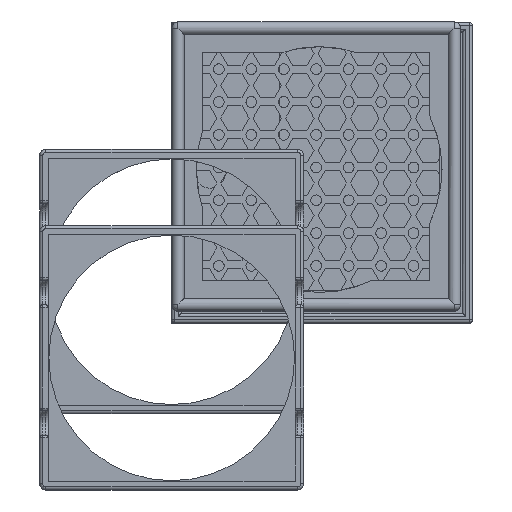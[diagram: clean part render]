
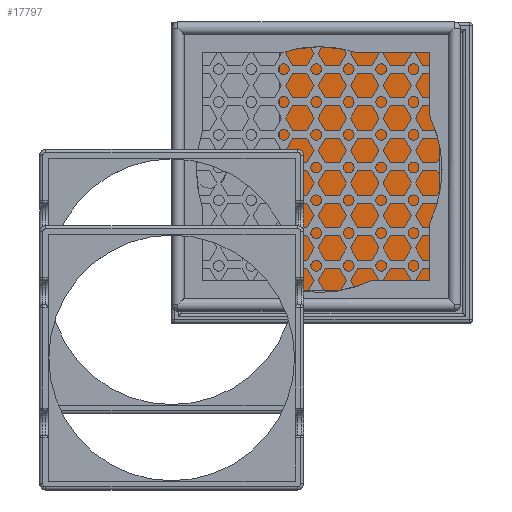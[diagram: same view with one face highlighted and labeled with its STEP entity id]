
A CAD part, top view. The second image highlights one B-rep face of the part: STEP entity #17797.
In plain terms, the highlighted planar face has unit normal (0, 0, 1).
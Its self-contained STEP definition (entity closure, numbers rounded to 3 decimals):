
#240=PLANE('',#19071);
#1304=FACE_OUTER_BOUND('',#2364,.T.);
#2364=EDGE_LOOP('',(#13379,#13380,#13381,#13382));
#3470=LINE('',#25857,#5409);
#3488=LINE('',#25898,#5427);
#3683=LINE('',#26542,#5622);
#3684=LINE('',#26544,#5623);
#5409=VECTOR('',#20687,10.2);
#5427=VECTOR('',#20727,10.2);
#5622=VECTOR('',#21522,10.2);
#5623=VECTOR('',#21525,10.2);
#8051=VERTEX_POINT('',#25854);
#8052=VERTEX_POINT('',#25856);
#8063=VERTEX_POINT('',#25895);
#8064=VERTEX_POINT('',#25897);
#9755=EDGE_CURVE('',#8052,#8051,#3470,.F.);
#9777=EDGE_CURVE('',#8064,#8063,#3488,.F.);
#10116=EDGE_CURVE('',#8051,#8064,#3683,.T.);
#10117=EDGE_CURVE('',#8063,#8052,#3684,.F.);
#13379=ORIENTED_EDGE('',*,*,#10116,.T.);
#13380=ORIENTED_EDGE('',*,*,#9777,.T.);
#13381=ORIENTED_EDGE('',*,*,#10117,.T.);
#13382=ORIENTED_EDGE('',*,*,#9755,.T.);
#17797=ADVANCED_FACE('',(#1304),#240,.F.);
#19071=AXIS2_PLACEMENT_3D('',#26543,#21523,#21524);
#20687=DIRECTION('',(1.,0.,0.));
#20727=DIRECTION('',(-1.,0.,0.));
#21522=DIRECTION('',(0.,-1.,0.));
#21523=DIRECTION('center_axis',(0.,0.,-1.));
#21524=DIRECTION('ref_axis',(-1.,0.,0.));
#21525=DIRECTION('',(0.,-1.,0.));
#25854=CARTESIAN_POINT('',(17.624,45.37,-18.768));
#25856=CARTESIAN_POINT('',(46.286,45.37,-18.768));
#25857=CARTESIAN_POINT('',(13.544,45.37,-18.768));
#25895=CARTESIAN_POINT('',(46.286,1.714,-18.768));
#25897=CARTESIAN_POINT('',(17.624,1.714,-18.768));
#25898=CARTESIAN_POINT('',(35.372,1.714,-18.768));
#26542=CARTESIAN_POINT('',(17.624,11.302,-18.768));
#26543=CARTESIAN_POINT('Origin',(24.458,23.542,-18.768));
#26544=CARTESIAN_POINT('',(46.286,34.456,-18.768));
